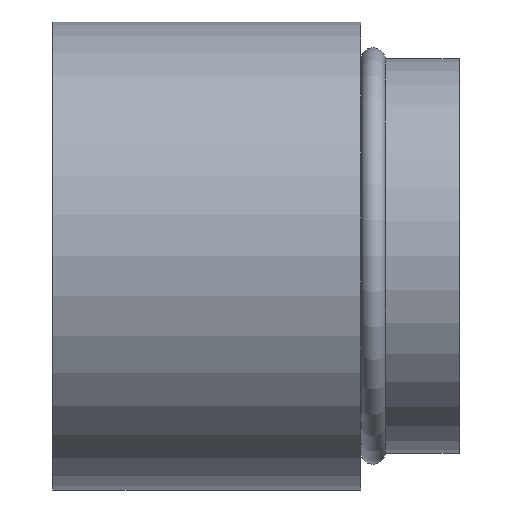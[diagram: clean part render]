
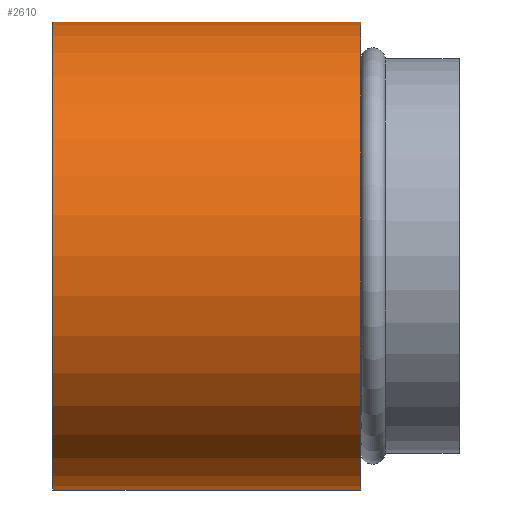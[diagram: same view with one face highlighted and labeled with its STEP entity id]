
A CAD part, top view. The second image highlights one B-rep face of the part: STEP entity #2610.
In plain terms, the highlighted cylindrical face has radius 19 mm (diameter 38 mm), a partial arc.
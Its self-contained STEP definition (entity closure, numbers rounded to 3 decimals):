
#210=CARTESIAN_POINT('',(-4.027,0.541,0.));
#220=DIRECTION('',(-1.,0.,0.));
#230=DIRECTION('',(0.,1.,0.));
#240=AXIS2_PLACEMENT_3D('',#210,#220,#230);
#250=CIRCLE('',#240,19.);
#260=CARTESIAN_POINT('',(-4.027,19.541,0.));
#270=VERTEX_POINT('',#260);
#280=CARTESIAN_POINT('',(-4.027,-18.459,0.));
#290=VERTEX_POINT('',#280);
#320=EDGE_CURVE('',#290,#270,#250,.T.);
#2170=CARTESIAN_POINT('',(20.973,0.541,0.));
#2180=DIRECTION('',(-1.,0.,0.));
#2190=DIRECTION('',(0.,1.,0.));
#2200=AXIS2_PLACEMENT_3D('',#2170,#2180,#2190);
#2210=CIRCLE('',#2200,19.);
#2220=CARTESIAN_POINT('',(20.973,19.541,0.));
#2230=VERTEX_POINT('',#2220);
#2240=CARTESIAN_POINT('',(20.973,-18.459,0.));
#2250=VERTEX_POINT('',#2240);
#2280=EDGE_CURVE('',#2250,#2230,#2210,.T.);
#2400=CARTESIAN_POINT('',(11.973,0.541,0.));
#2410=DIRECTION('',(-1.,0.,0.));
#2420=DIRECTION('',(0.,1.,0.));
#2430=AXIS2_PLACEMENT_3D('',#2400,#2410,#2420);
#2440=CYLINDRICAL_SURFACE('',#2430,19.);
#2450=CARTESIAN_POINT('',(11.973,19.541,0.));
#2460=DIRECTION('',(-1.,0.,0.));
#2470=VECTOR('',#2460,1.);
#2480=LINE('',#2450,#2470);
#2490=EDGE_CURVE('',#2230,#270,#2480,.T.);
#2500=ORIENTED_EDGE('',*,*,#2490,.T.);
#2510=ORIENTED_EDGE('',*,*,#2280,.T.);
#2520=CARTESIAN_POINT('',(11.973,-18.459,0.));
#2530=DIRECTION('',(-1.,0.,0.));
#2540=VECTOR('',#2530,1.);
#2550=LINE('',#2520,#2540);
#2560=EDGE_CURVE('',#2250,#290,#2550,.T.);
#2570=ORIENTED_EDGE('',*,*,#2560,.F.);
#2580=ORIENTED_EDGE('',*,*,#320,.F.);
#2590=EDGE_LOOP('',(#2580,#2570,#2510,#2500));
#2600=FACE_OUTER_BOUND('',#2590,.T.);
#2610=ADVANCED_FACE('',(#2600),#2440,.T.);
